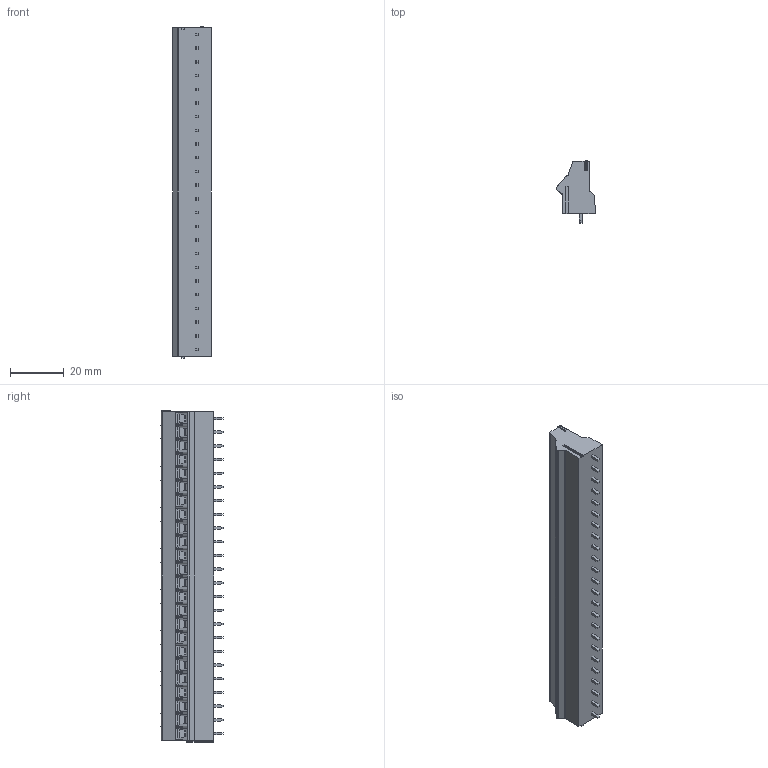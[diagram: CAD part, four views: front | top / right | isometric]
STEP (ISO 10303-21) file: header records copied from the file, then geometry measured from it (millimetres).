
FILE_DESCRIPTION((''),'2;1');
FILE_NAME('PRT0053','2025-01-20T',('yanfa'),(''),'PRO/ENGINEER BY PARAMETRIC TECHNOLOGY CORPORATION, 2009280','PRO/ENGINEER BY PARAMETRIC TECHNOLOGY CORPORATION, 2009280','');
FILE_SCHEMA(('AUTOMOTIVE_DESIGN_CC2 { 1 2 10303 214 -1 1 5 2 }'));
Length unit declared in the file: millimetre
Products named in the file (1): PRT0053
Bounding box: 14.25 x 23.1 x 123.08 mm (x, y, z)
Volume: 22386.5 mm3; surface area: 10240.4 mm2
Topology: 1 solids, 1 shells, 854 faces, 2292 edges, 1496 vertices
Faces by surface type: plane 582, cylinder 192, torus 48, sphere 32
Entity records: 26784 total; most frequent: CARTESIAN_POINT 5578, ORIENTED_EDGE 4520, DIRECTION 4176, EDGE_CURVE 2260, VECTOR 1572, LINE 1572, VERTEX_POINT 1496, AXIS2_PLACEMENT_3D 1302
